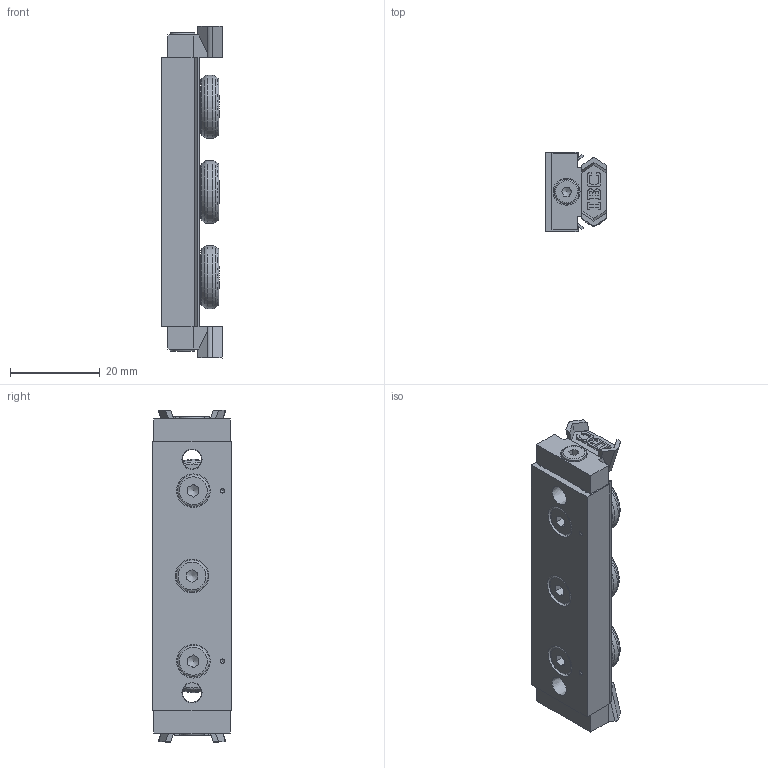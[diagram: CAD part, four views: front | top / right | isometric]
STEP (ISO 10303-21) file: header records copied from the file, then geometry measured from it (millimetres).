
FILE_DESCRIPTION((''),'2;1');
FILE_NAME('CN 18-21.2RS.AXS.stp','2011-03-04T10:54:36',('MKoza'),(''),'Autodesk Inventor 2009','Autodesk Inventor 2009','');
FILE_SCHEMA(('AUTOMOTIVE_DESIGN { 1 0 10303 214 1 1 1 1 }'));
Length unit declared in the file: millimetre
Products named in the file (7): CN 18-.2RS.AX; LL.CN 18-21; ABS X18; CBRS(E) 14-18.2RS; DIN 7984 M3 x 5; DIN 7984 M4 x 6; Abstreiferlippe
Assembly tree (13 placements, depth 2):
  CN 18-.2RS.AX
    LL.CN 18-21
    ABS X18  x2
    CBRS(E) 14-18.2RS  x3
    DIN 7984 M3 x 5  x2
    DIN 7984 M4 x 6  x3
    Abstreiferlippe  x2
Bounding box: 13.5 x 17.6 x 74 mm (x, y, z)
Volume: 10549 mm3; surface area: 11584.3 mm2
Topology: 13 solids, 13 shells, 386 faces, 947 edges, 618 vertices
Faces by surface type: plane 248, cylinder 59, bspline 43, cone 19, torus 17
Full cylindrical faces by diameter (mm): 3 x2, 4 x3, 5 x3, 5.5 x2, 6 x3, 7 x3, 14 x3
Entity records: 6097 total; most frequent: CARTESIAN_POINT 1546, DIRECTION 869, ORIENTED_EDGE 838, EDGE_CURVE 419, VECTOR 303, LINE 303, VERTEX_POINT 300, AXIS2_PLACEMENT_3D 283
